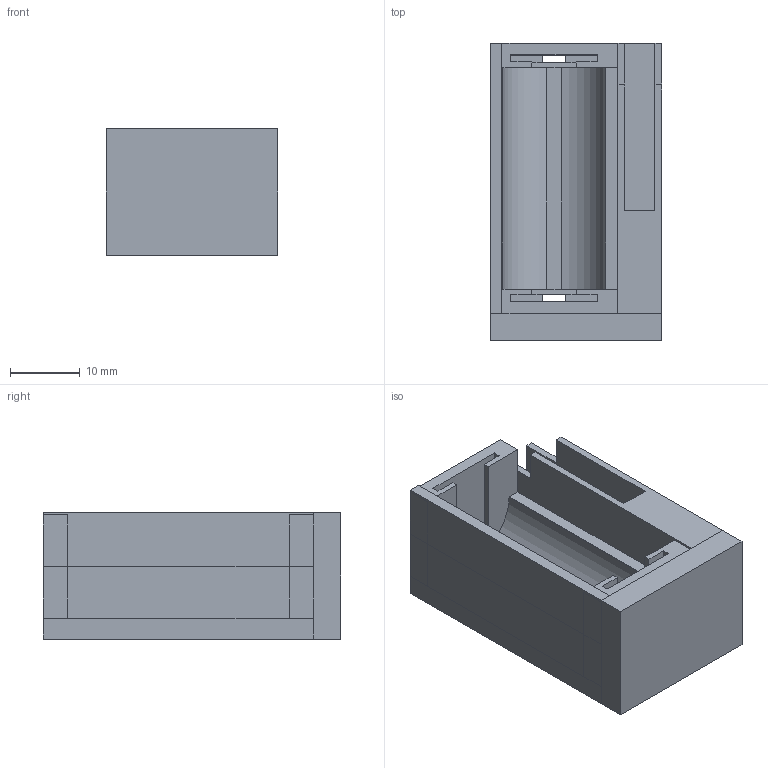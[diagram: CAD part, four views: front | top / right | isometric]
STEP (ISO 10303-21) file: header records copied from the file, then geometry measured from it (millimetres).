
FILE_DESCRIPTION(('FreeCAD Model'),'2;1');
FILE_NAME('Open CASCADE Shape Model','2025-04-14T08:59:17',(''),(''), 'Open CASCADE STEP processor 7.6','FreeCAD','Unknown');
FILE_SCHEMA(('AUTOMOTIVE_DESIGN { 1 0 10303 214 1 1 1 1 }'));
Length unit declared in the file: millimetre
Products named in the file (1): Matrix_Union002
Bounding box: 24.6 x 42.6 x 18.1 mm (x, y, z)
Volume: 9467.3 mm3; surface area: 7252.5 mm2
Topology: 1 solids, 1 shells, 121 faces, 331 edges, 206 vertices
Faces by surface type: plane 118, cylinder 3
Entity records: 7953 total; most frequent: CARTESIAN_POINT 1461, DIRECTION 1136, LINE 868, VECTOR 868, ORIENTED_EDGE 662, PCURVE 662, DEFINITIONAL_REPRESENTATION 662, EDGE_CURVE 331
